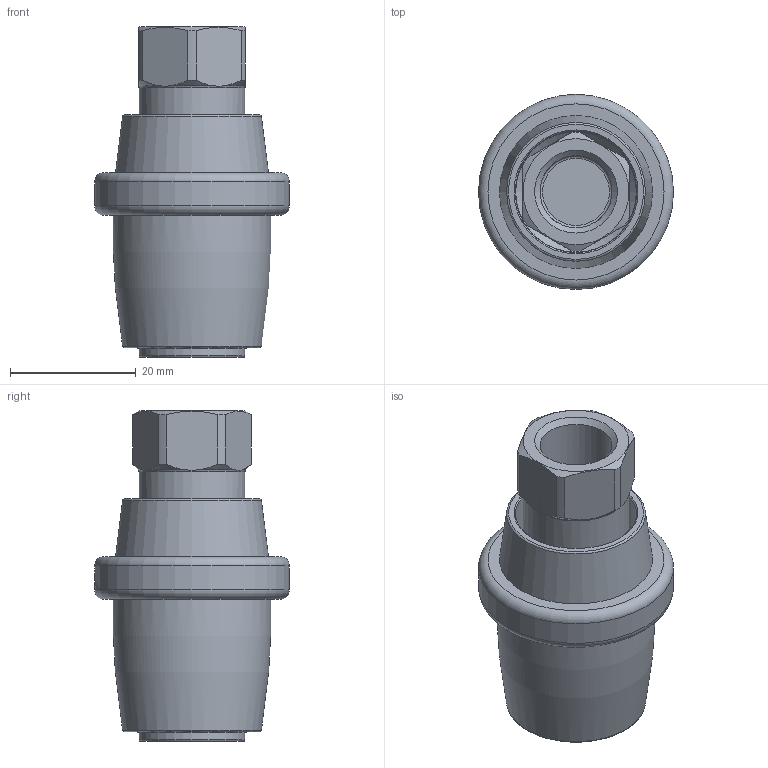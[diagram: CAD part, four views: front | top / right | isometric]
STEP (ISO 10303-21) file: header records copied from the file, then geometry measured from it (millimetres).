
FILE_DESCRIPTION(/* description */ ('STEP AP214'),/* implementation_level */ '2;1');
FILE_NAME(/* name */ '1302994_VBOH-32-G14',/* time_stamp */ '2024-09-16T10:31:03+02:00',/* author */ ('License CC BY-ND 4.0'),/* organization */ ('CADENAS'),/* preprocessor_version */ 'ST-DEVELOPER v19.3',/* originating_system */ 'PARTsolutions',/* authorisation */ ' ');
FILE_SCHEMA (('AUTOMOTIVE_DESIGN {1 0 10303 214 3 1 1}'));
Length unit declared in the file: millimetre
Products named in the file (1): 1302994 VBOH-32-G14 ---(closed)
Bounding box: 31 x 31 x 52.5 mm (x, y, z)
Volume: 14701.4 mm3; surface area: 9883.2 mm2
Topology: 1 solids, 2 shells, 114 faces, 264 edges, 168 vertices
Faces by surface type: cylinder 40, cone 31, plane 27, torus 16
Full cylindrical faces by diameter (mm): 3 x16, 11.445 x2, 16.85 x4, 19.1 x1, 19.3 x1, 21.5 x1, 31 x1
Entity records: 3882 total; most frequent: CARTESIAN_POINT 896, DIRECTION 430, ORIENTED_EDGE 346, EDGE_LOOP 215, FACE_BOUND 215, AXIS2_PLACEMENT_3D 198, EDGE_CURVE 173, VERTEX_POINT 146
